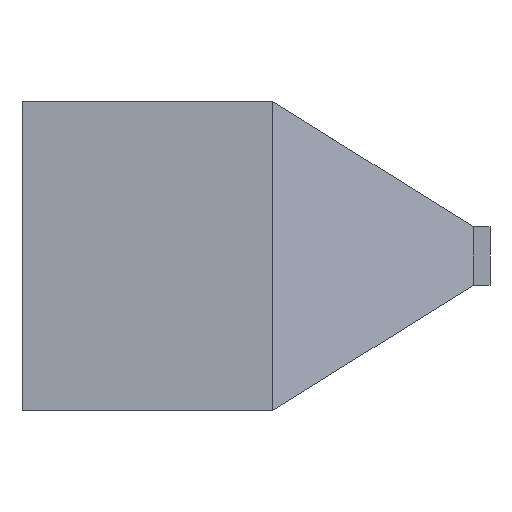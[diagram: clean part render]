
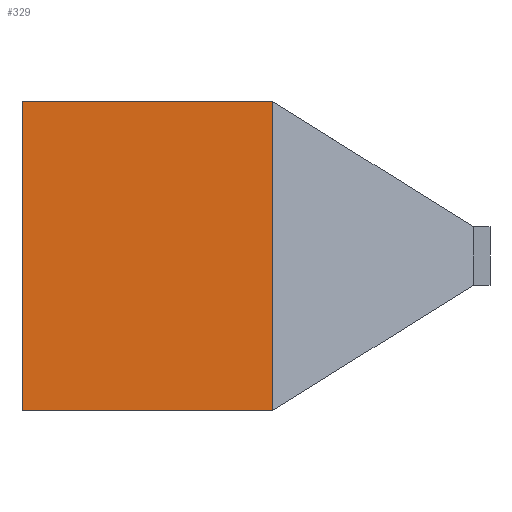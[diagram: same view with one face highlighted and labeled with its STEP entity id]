
A CAD part, left-side view. The second image highlights one B-rep face of the part: STEP entity #329.
In plain terms, the highlighted planar face has unit normal (-1, 0, 0).
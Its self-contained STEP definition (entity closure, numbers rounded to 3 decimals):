
#14 = DIRECTION ( 'NONE',  ( 0., 0., 1. ) ) ;
#16 = EDGE_CURVE ( 'NONE', #218, #284, #109, .T. ) ;
#18 = CARTESIAN_POINT ( 'NONE',  ( -462.5, 1350., 462.5 ) ) ;
#21 = CARTESIAN_POINT ( 'NONE',  ( -462.5, 1350., 462.5 ) ) ;
#31 = FACE_OUTER_BOUND ( 'NONE', #110, .T. ) ;
#33 = LINE ( 'NONE', #438, #215 ) ;
#69 = DIRECTION ( 'NONE',  ( 1., 0., 0. ) ) ;
#70 = LINE ( 'NONE', #162, #268 ) ;
#72 = ORIENTED_EDGE ( 'NONE', *, *, #117, .T. ) ;
#109 = LINE ( 'NONE', #230, #123 ) ;
#110 = EDGE_LOOP ( 'NONE', ( #72, #364, #275, #327 ) ) ;
#117 = EDGE_CURVE ( 'NONE', #284, #234, #33, .T. ) ;
#123 = VECTOR ( 'NONE', #306, 1000. ) ;
#159 = LINE ( 'NONE', #18, #184 ) ;
#160 = DIRECTION ( 'NONE',  ( 0., 0., 1. ) ) ;
#162 = CARTESIAN_POINT ( 'NONE',  ( -462.5, 1350., -462.5 ) ) ;
#163 = EDGE_CURVE ( 'NONE', #218, #265, #70, .T. ) ;
#169 = CARTESIAN_POINT ( 'NONE',  ( -462.5, 600., -462.5 ) ) ;
#184 = VECTOR ( 'NONE', #273, 1000. ) ;
#215 = VECTOR ( 'NONE', #160, 1000. ) ;
#216 = EDGE_CURVE ( 'NONE', #265, #234, #159, .T. ) ;
#218 = VERTEX_POINT ( 'NONE', #238 ) ;
#230 = CARTESIAN_POINT ( 'NONE',  ( -462.5, 1350., -462.5 ) ) ;
#234 = VERTEX_POINT ( 'NONE', #411 ) ;
#238 = CARTESIAN_POINT ( 'NONE',  ( -462.5, 1350., -462.5 ) ) ;
#242 = DIRECTION ( 'NONE',  ( 0., 0., -1. ) ) ;
#243 = CARTESIAN_POINT ( 'NONE',  ( -462.5, 1350., -462.5 ) ) ;
#265 = VERTEX_POINT ( 'NONE', #21 ) ;
#268 = VECTOR ( 'NONE', #14, 1000. ) ;
#273 = DIRECTION ( 'NONE',  ( 0., -1., 0. ) ) ;
#275 = ORIENTED_EDGE ( 'NONE', *, *, #163, .F. ) ;
#284 = VERTEX_POINT ( 'NONE', #169 ) ;
#306 = DIRECTION ( 'NONE',  ( 0., -1., 0. ) ) ;
#327 = ORIENTED_EDGE ( 'NONE', *, *, #16, .T. ) ;
#329 = ADVANCED_FACE ( 'NONE', ( #31 ), #452, .F. ) ;
#364 = ORIENTED_EDGE ( 'NONE', *, *, #216, .F. ) ;
#411 = CARTESIAN_POINT ( 'NONE',  ( -462.5, 600., 462.5 ) ) ;
#438 = CARTESIAN_POINT ( 'NONE',  ( -462.5, 600., 462.5 ) ) ;
#441 = AXIS2_PLACEMENT_3D ( 'NONE', #243, #69, #242 ) ;
#452 = PLANE ( 'NONE',  #441 ) ;
